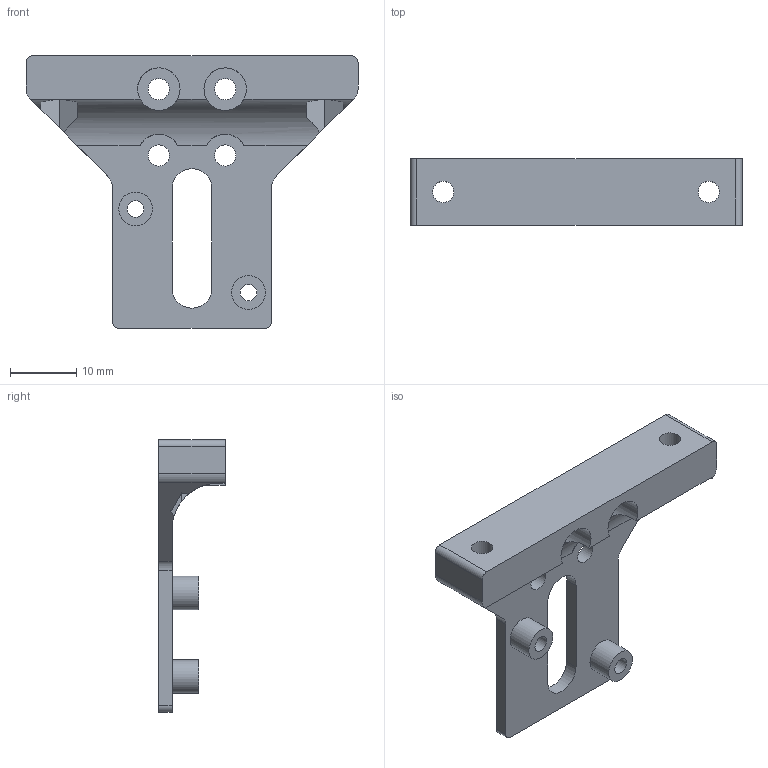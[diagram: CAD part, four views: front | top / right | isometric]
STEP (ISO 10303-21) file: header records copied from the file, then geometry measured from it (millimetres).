
FILE_DESCRIPTION(('FreeCAD Model'),'2;1');
FILE_NAME('Interface-sonar.step','2015-12-26T10:38:01',('Author'),(''), 'Open CASCADE STEP processor 6.5','FreeCAD','Unknown');
FILE_SCHEMA(('AUTOMOTIVE_DESIGN_CC2 { 1 2 10303 214 -1 1 5 4 }'));
Length unit declared in the file: millimetre
Products named in the file (2): ASSEMBLY; Pocket008098
Assembly tree (1 placements, depth 2):
  ASSEMBLY
    Pocket008098
Bounding box: 50 x 10 x 41 mm (x, y, z)
Volume: 4706 mm3; surface area: 4207.6 mm2
Topology: 1 solids, 1 shells, 60 faces, 178 edges, 122 vertices
Faces by surface type: plane 35, cylinder 25
Full cylindrical faces by diameter (mm): 2.5 x2, 3.2 x6, 5.08 x2, 6.4 x2
Entity records: 5200 total; most frequent: CARTESIAN_POINT 1702, DIRECTION 633, ORIENTED_EDGE 356, PCURVE 356, DEFINITIONAL_REPRESENTATION 356, LINE 322, VECTOR 322, EDGE_CURVE 178
